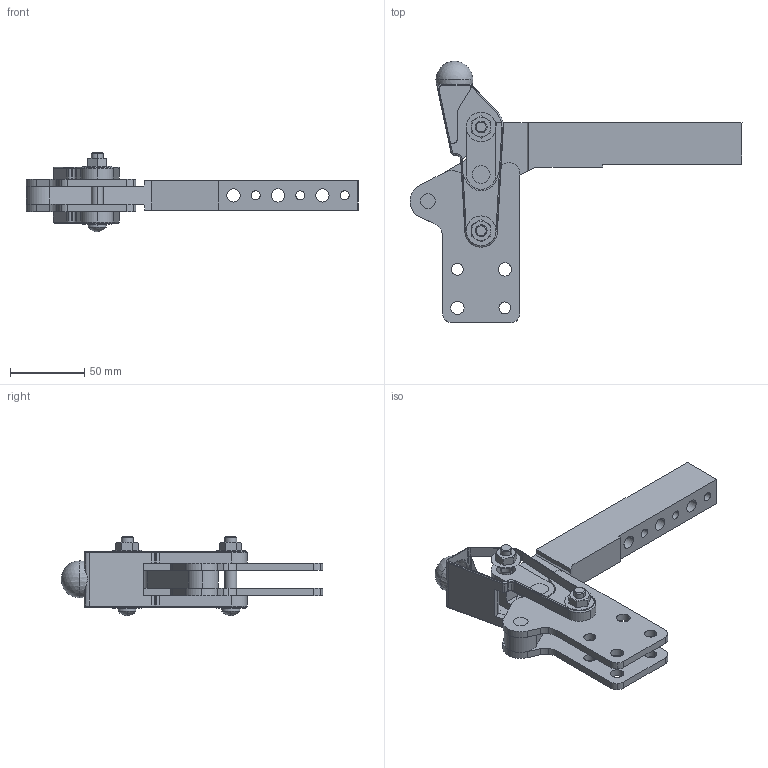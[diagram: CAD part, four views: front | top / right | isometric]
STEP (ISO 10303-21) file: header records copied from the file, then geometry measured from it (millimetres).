
FILE_DESCRIPTION((''),'2;1');
FILE_NAME('M20-01-97.stp','2007-02-28T14:33:28',('matthew'),(''),'Autodesk Inventor 8','Autodesk Inventor 8','');
FILE_SCHEMA(('AUTOMOTIVE_DESIGN { 1 0 10303 214 1 1 1 1 }'));
Length unit declared in the file: millimetre
Products named in the file (5): M20-01-97; M20-01-971; M20-01-972; M20-01-973; M20-01-974
Assembly tree (4 placements, depth 2):
  M20-01-97
    M20-01-971
    M20-01-972
    M20-01-973
    M20-01-974
Bounding box: 223.99 x 176.41 x 53.47 mm (x, y, z)
Volume: 239224.6 mm3; surface area: 78973.4 mm2
Topology: 4 solids, 4 shells, 285 faces, 754 edges, 490 vertices
Faces by surface type: cylinder 128, plane 85, bspline 30, cone 20, torus 16, sphere 6
Entity records: 9575 total; most frequent: CARTESIAN_POINT 2157, DIRECTION 1628, ORIENTED_EDGE 1498, EDGE_CURVE 749, AXIS2_PLACEMENT_3D 645, VERTEX_POINT 489, CIRCLE 381, EDGE_LOOP 346
